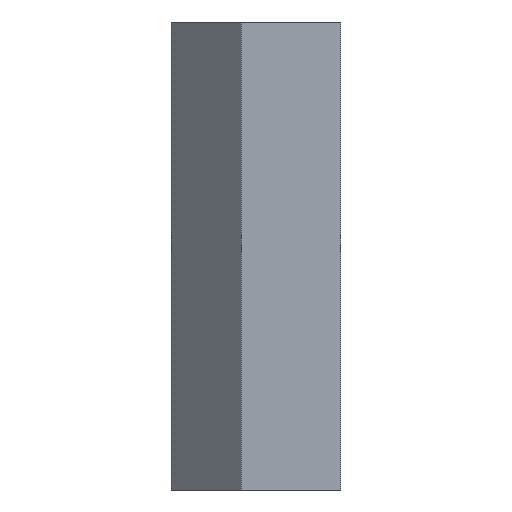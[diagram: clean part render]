
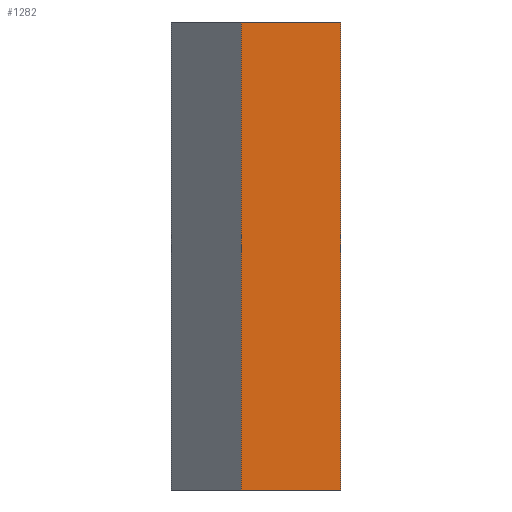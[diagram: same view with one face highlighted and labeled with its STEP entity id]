
A CAD part, left-side view. The second image highlights one B-rep face of the part: STEP entity #1282.
In plain terms, the highlighted planar face has unit normal (-1, 0, 0).
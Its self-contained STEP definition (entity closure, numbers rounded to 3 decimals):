
#1226=CARTESIAN_POINT('',(7.955,5.231,100.0));
#1227=VERTEX_POINT('',#1226);
#1234=CARTESIAN_POINT('',(7.955,5.231,0.0));
#1235=VERTEX_POINT('',#1234);
#1236=CARTESIAN_POINT('',(7.955,5.231,0.0));
#1237=DIRECTION('',(0.0,0.0,1.0));
#1238=VECTOR('',#1237,100.0);
#1239=LINE('',#1236,#1238);
#1240=EDGE_CURVE('',#1235,#1227,#1239,.T.);
#1252=CARTESIAN_POINT('',(7.955,5.231,0.0));
#1253=DIRECTION('',(-1.0,0.0,0.0));
#1254=DIRECTION('',(0.0,0.0,1.0));
#1255=AXIS2_PLACEMENT_3D('',#1252,#1253,#1254);
#1256=PLANE('',#1255);
#1257=CARTESIAN_POINT('',(7.955,26.445,100.0));
#1258=VERTEX_POINT('',#1257);
#1259=CARTESIAN_POINT('',(7.955,5.231,100.0));
#1260=DIRECTION('',(0.0,1.0,0.0));
#1261=VECTOR('',#1260,21.213);
#1262=LINE('',#1259,#1261);
#1263=EDGE_CURVE('',#1227,#1258,#1262,.T.);
#1264=ORIENTED_EDGE('',*,*,#1263,.T.);
#1265=CARTESIAN_POINT('',(7.955,26.445,0.0));
#1266=VERTEX_POINT('',#1265);
#1267=CARTESIAN_POINT('',(7.955,26.445,0.0));
#1268=DIRECTION('',(0.0,0.0,1.0));
#1269=VECTOR('',#1268,100.0);
#1270=LINE('',#1267,#1269);
#1271=EDGE_CURVE('',#1266,#1258,#1270,.T.);
#1272=ORIENTED_EDGE('',*,*,#1271,.F.);
#1273=CARTESIAN_POINT('',(7.955,5.231,0.0));
#1274=DIRECTION('',(0.0,1.0,0.0));
#1275=VECTOR('',#1274,21.213);
#1276=LINE('',#1273,#1275);
#1277=EDGE_CURVE('',#1235,#1266,#1276,.T.);
#1278=ORIENTED_EDGE('',*,*,#1277,.F.);
#1279=ORIENTED_EDGE('',*,*,#1240,.T.);
#1280=EDGE_LOOP('',(#1264,#1272,#1278,#1279));
#1281=FACE_OUTER_BOUND('',#1280,.T.);
#1282=ADVANCED_FACE('',(#1281),#1256,.T.);
